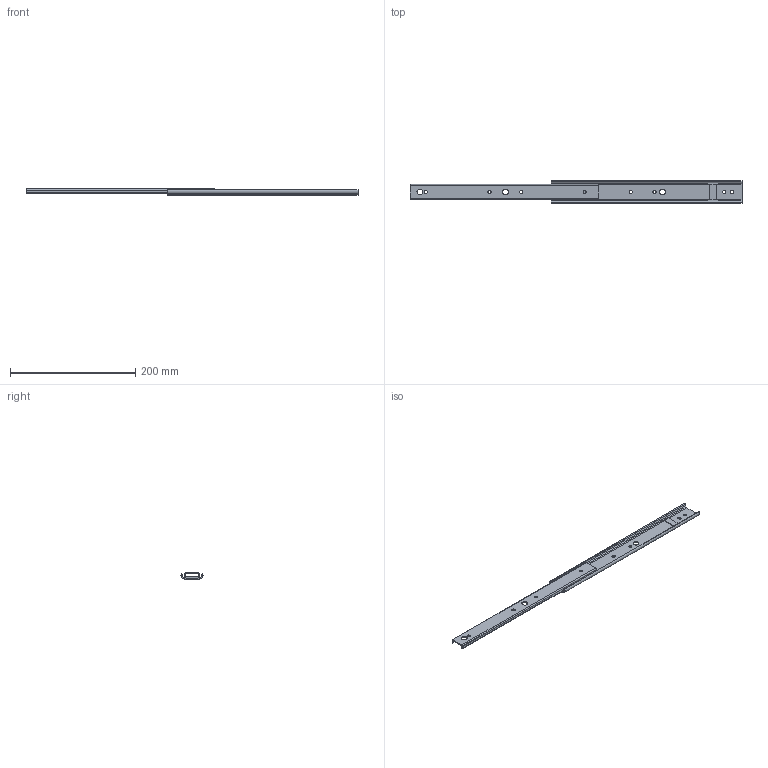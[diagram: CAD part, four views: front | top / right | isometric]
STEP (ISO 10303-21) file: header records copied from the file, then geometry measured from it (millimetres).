
FILE_DESCRIPTION (( 'STEP AP203' ), '1' );
FILE_NAME ('K-251-HD-12.STEP', '2017-05-02T08:24:06', ( '' ), ( '' ), 'SwSTEP 2.0', 'SolidWorks 2014', '' );
FILE_SCHEMA (( 'CONFIG_CONTROL_DESIGN' ));
Length unit declared in the file: millimetre
Products named in the file (3): K-251-HD-12僀儞僫乕_; K-251-HD-12傾僂僞乕_; K-251-HD-12
Assembly tree (2 placements, depth 2):
  K-251-HD-12
    K-251-HD-12傾僂僞乕_
    K-251-HD-12僀儞僫乕_
Bounding box: 530.8 x 35.3 x 9.6 mm (x, y, z)
Volume: 37658.5 mm3; surface area: 49661.8 mm2
Topology: 2 solids, 2 shells, 113 faces, 329 edges, 218 vertices
Faces by surface type: plane 65, cylinder 48
Entity records: 4114 total; most frequent: CARTESIAN_POINT 665, DIRECTION 663, ORIENTED_EDGE 658, EDGE_CURVE 329, LINE 231, VECTOR 231, VERTEX_POINT 218, AXIS2_PLACEMENT_3D 216
